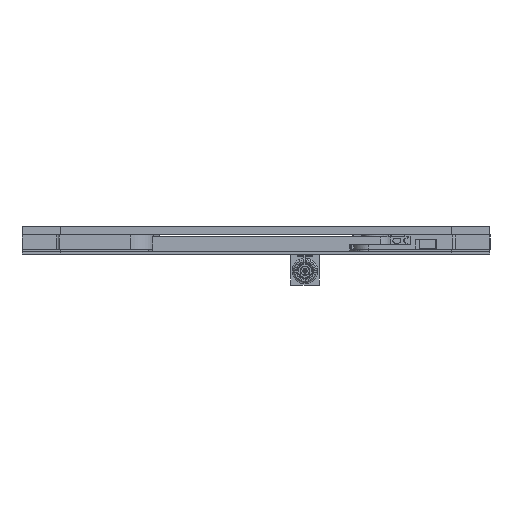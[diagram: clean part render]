
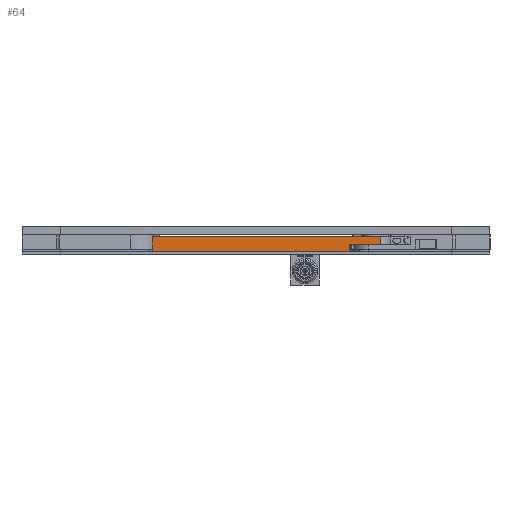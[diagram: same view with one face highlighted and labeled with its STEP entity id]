
A CAD part, left-side view. The second image highlights one B-rep face of the part: STEP entity #64.
In plain terms, the highlighted face is planar.
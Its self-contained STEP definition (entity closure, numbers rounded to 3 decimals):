
#64 = ADVANCED_FACE ( 'NONE', ( #18189 ), #34319, .T. ) ;
#257 = EDGE_CURVE ( 'NONE', #10476, #35102, #26441, .T. ) ;
#438 = LINE ( 'NONE', #11516, #9134 ) ;
#1033 = CARTESIAN_POINT ( 'NONE',  ( 0., 124.391, 3. ) ) ;
#2060 = DIRECTION ( 'NONE',  ( 0., 1., 0. ) ) ;
#2760 = CARTESIAN_POINT ( 'NONE',  ( 30.716, 124.391, 3. ) ) ;
#3779 = DIRECTION ( 'NONE',  ( -1., 0., 0. ) ) ;
#4478 = AXIS2_PLACEMENT_3D ( 'NONE', #28046, #2060, #13944 ) ;
#7182 = VECTOR ( 'NONE', #7482, 1000. ) ;
#7482 = DIRECTION ( 'NONE',  ( -1., 0., 0. ) ) ;
#8661 = LINE ( 'NONE', #1033, #19642 ) ;
#9012 = LINE ( 'NONE', #30639, #19549 ) ;
#9134 = VECTOR ( 'NONE', #19958, 1000. ) ;
#10032 = CARTESIAN_POINT ( 'NONE',  ( 0., 124.391, 1.4 ) ) ;
#10476 = VERTEX_POINT ( 'NONE', #29379 ) ;
#11365 = EDGE_CURVE ( 'NONE', #37320, #29031, #8661, .T. ) ;
#11516 = CARTESIAN_POINT ( 'NONE',  ( 37.235, 124.391, 3. ) ) ;
#12020 = CARTESIAN_POINT ( 'NONE',  ( 78.466, 124.391, 3. ) ) ;
#12355 = CARTESIAN_POINT ( 'NONE',  ( 30.716, 124.391, 1.4 ) ) ;
#12507 = EDGE_LOOP ( 'NONE', ( #18594, #12546, #13954, #15534, #14833, #21112 ) ) ;
#12546 = ORIENTED_EDGE ( 'NONE', *, *, #31236, .F. ) ;
#12893 = DIRECTION ( 'NONE',  ( 0., 0., -1. ) ) ;
#13833 = VECTOR ( 'NONE', #12893, 1000. ) ;
#13944 = DIRECTION ( 'NONE',  ( -1., 0., 0. ) ) ;
#13954 = ORIENTED_EDGE ( 'NONE', *, *, #11365, .F. ) ;
#14140 = CARTESIAN_POINT ( 'NONE',  ( 37.235, 124.391, 1.4 ) ) ;
#14833 = ORIENTED_EDGE ( 'NONE', *, *, #257, .T. ) ;
#15534 = ORIENTED_EDGE ( 'NONE', *, *, #35004, .F. ) ;
#15665 = VERTEX_POINT ( 'NONE', #14140 ) ;
#16144 = CARTESIAN_POINT ( 'NONE',  ( 37.235, 124.391, 0. ) ) ;
#17429 = VECTOR ( 'NONE', #3779, 1000. ) ;
#18189 = FACE_OUTER_BOUND ( 'NONE', #12507, .T. ) ;
#18594 = ORIENTED_EDGE ( 'NONE', *, *, #27086, .T. ) ;
#18991 = VERTEX_POINT ( 'NONE', #12355 ) ;
#19549 = VECTOR ( 'NONE', #22290, 1000. ) ;
#19642 = VECTOR ( 'NONE', #35851, 1000. ) ;
#19958 = DIRECTION ( 'NONE',  ( 0., 0., 1. ) ) ;
#21112 = ORIENTED_EDGE ( 'NONE', *, *, #32785, .T. ) ;
#22290 = DIRECTION ( 'NONE',  ( 0., 0., 1. ) ) ;
#24551 = CARTESIAN_POINT ( 'NONE',  ( 30.716, 124.391, 3. ) ) ;
#26441 = LINE ( 'NONE', #33999, #7182 ) ;
#27086 = EDGE_CURVE ( 'NONE', #15665, #18991, #33034, .T. ) ;
#28046 = CARTESIAN_POINT ( 'NONE',  ( 0., 124.391, 3. ) ) ;
#29031 = VERTEX_POINT ( 'NONE', #2760 ) ;
#29379 = CARTESIAN_POINT ( 'NONE',  ( 78.466, 124.391, 0. ) ) ;
#30639 = CARTESIAN_POINT ( 'NONE',  ( 78.466, 124.391, 3. ) ) ;
#31236 = EDGE_CURVE ( 'NONE', #29031, #18991, #31266, .T. ) ;
#31266 = LINE ( 'NONE', #24551, #13833 ) ;
#32785 = EDGE_CURVE ( 'NONE', #35102, #15665, #438, .T. ) ;
#33034 = LINE ( 'NONE', #10032, #17429 ) ;
#33999 = CARTESIAN_POINT ( 'NONE',  ( 0., 124.391, 0. ) ) ;
#34319 = PLANE ( 'NONE',  #4478 ) ;
#35004 = EDGE_CURVE ( 'NONE', #10476, #37320, #9012, .T. ) ;
#35102 = VERTEX_POINT ( 'NONE', #16144 ) ;
#35851 = DIRECTION ( 'NONE',  ( -1., 0., 0. ) ) ;
#37320 = VERTEX_POINT ( 'NONE', #12020 ) ;
